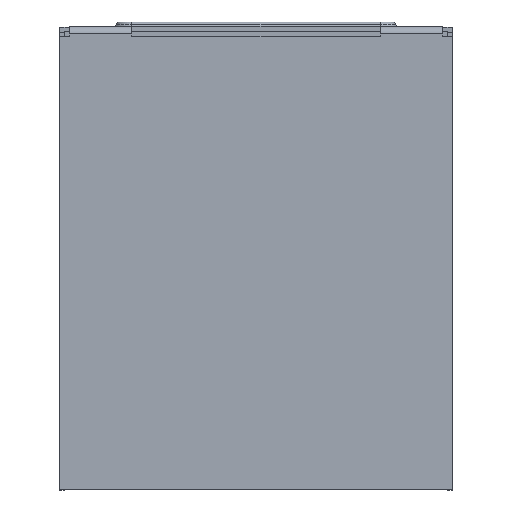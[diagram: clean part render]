
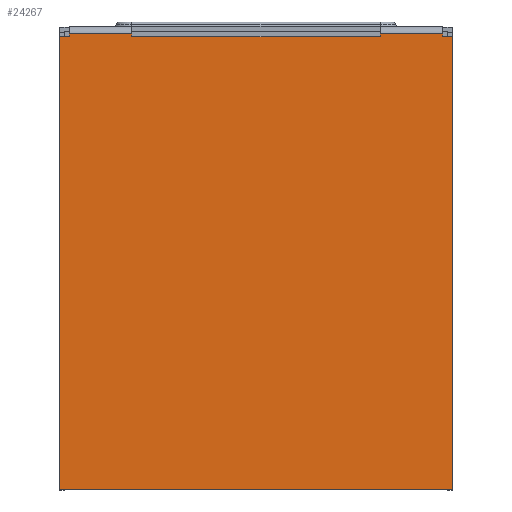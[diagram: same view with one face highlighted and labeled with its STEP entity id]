
A CAD part, top view. The second image highlights one B-rep face of the part: STEP entity #24267.
In plain terms, the highlighted planar face has unit normal (0, 0, 1).
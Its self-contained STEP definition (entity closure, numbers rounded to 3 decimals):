
#119 = VECTOR ( 'NONE', #16901, 1000. ) ;
#586 = CARTESIAN_POINT ( 'NONE',  ( 7.9, 8.9, 13.45 ) ) ;
#616 = ORIENTED_EDGE ( 'NONE', *, *, #2610, .T. ) ;
#895 = CARTESIAN_POINT ( 'NONE',  ( 0., 0., 13.45 ) ) ;
#989 = ORIENTED_EDGE ( 'NONE', *, *, #25922, .T. ) ;
#1069 = EDGE_CURVE ( 'NONE', #20612, #7548, #24468, .T. ) ;
#1105 = CARTESIAN_POINT ( 'NONE',  ( 7.5, 9.3, 13.45 ) ) ;
#1507 = CARTESIAN_POINT ( 'NONE',  ( -7.9, -9.3, 13.45 ) ) ;
#1788 = CARTESIAN_POINT ( 'NONE',  ( 7.9, -9.3, 13.45 ) ) ;
#2610 = EDGE_CURVE ( 'NONE', #7548, #23438, #6495, .T. ) ;
#2847 = EDGE_CURVE ( 'NONE', #7573, #22866, #18857, .T. ) ;
#3248 = CARTESIAN_POINT ( 'NONE',  ( -7.9, 8.9, 13.45 ) ) ;
#3468 = AXIS2_PLACEMENT_3D ( 'NONE', #895, #5439, #9292 ) ;
#3648 = ORIENTED_EDGE ( 'NONE', *, *, #2847, .T. ) ;
#3653 = CARTESIAN_POINT ( 'NONE',  ( -5., 9.017, 13.45 ) ) ;
#3948 = DIRECTION ( 'NONE',  ( 0., 1., 0. ) ) ;
#4149 = VERTEX_POINT ( 'NONE', #586 ) ;
#4863 = VECTOR ( 'NONE', #22965, 1000. ) ;
#5266 = EDGE_CURVE ( 'NONE', #23438, #9466, #14240, .T. ) ;
#5439 = DIRECTION ( 'NONE',  ( 0., 0., 1. ) ) ;
#5510 = VERTEX_POINT ( 'NONE', #1788 ) ;
#5534 = EDGE_CURVE ( 'NONE', #9466, #12652, #20111, .T. ) ;
#5570 = VERTEX_POINT ( 'NONE', #8655 ) ;
#5826 = DIRECTION ( 'NONE',  ( 0., 1., 0. ) ) ;
#6495 = LINE ( 'NONE', #14591, #119 ) ;
#6852 = DIRECTION ( 'NONE',  ( -1., 0., 0. ) ) ;
#6865 = ORIENTED_EDGE ( 'NONE', *, *, #5534, .T. ) ;
#7231 = ORIENTED_EDGE ( 'NONE', *, *, #19884, .T. ) ;
#7548 = VERTEX_POINT ( 'NONE', #3653 ) ;
#7569 = LINE ( 'NONE', #1105, #22615 ) ;
#7573 = VERTEX_POINT ( 'NONE', #19914 ) ;
#7979 = VECTOR ( 'NONE', #3948, 1000. ) ;
#8655 = CARTESIAN_POINT ( 'NONE',  ( 7.5, 8.9, 13.45 ) ) ;
#8679 = ORIENTED_EDGE ( 'NONE', *, *, #5266, .T. ) ;
#9292 = DIRECTION ( 'NONE',  ( 1., 0., 0. ) ) ;
#9466 = VERTEX_POINT ( 'NONE', #25975 ) ;
#9848 = ORIENTED_EDGE ( 'NONE', *, *, #14851, .T. ) ;
#10133 = DIRECTION ( 'NONE',  ( 0., -1., 0. ) ) ;
#10438 = ORIENTED_EDGE ( 'NONE', *, *, #1069, .T. ) ;
#11144 = DIRECTION ( 'NONE',  ( -1., 0., 0. ) ) ;
#11638 = CARTESIAN_POINT ( 'NONE',  ( 5., 8.9, 13.45 ) ) ;
#11746 = VECTOR ( 'NONE', #10133, 1000. ) ;
#12202 = VECTOR ( 'NONE', #24305, 1000. ) ;
#12290 = VECTOR ( 'NONE', #18515, 1000. ) ;
#12305 = VECTOR ( 'NONE', #6852, 1000. ) ;
#12652 = VERTEX_POINT ( 'NONE', #3248 ) ;
#12915 = VECTOR ( 'NONE', #5826, 1000. ) ;
#13897 = CARTESIAN_POINT ( 'NONE',  ( -7.9, -9.3, 13.45 ) ) ;
#14240 = LINE ( 'NONE', #22502, #11746 ) ;
#14582 = LINE ( 'NONE', #18525, #4863 ) ;
#14591 = CARTESIAN_POINT ( 'NONE',  ( -7.5, 9.017, 13.45 ) ) ;
#14625 = CARTESIAN_POINT ( 'NONE',  ( -7.5, 9.017, 13.45 ) ) ;
#14851 = EDGE_CURVE ( 'NONE', #5510, #4149, #20326, .T. ) ;
#15711 = PLANE ( 'NONE',  #3468 ) ;
#15815 = LINE ( 'NONE', #13897, #23458 ) ;
#15856 = FACE_OUTER_BOUND ( 'NONE', #16765, .T. ) ;
#16465 = CARTESIAN_POINT ( 'NONE',  ( 5., 8.9, 13.45 ) ) ;
#16765 = EDGE_LOOP ( 'NONE', ( #10438, #616, #8679, #6865, #25221, #19903, #9848, #20751, #17660, #3648, #7231, #989 ) ) ;
#16901 = DIRECTION ( 'NONE',  ( -1., 0., 0. ) ) ;
#17004 = EDGE_CURVE ( 'NONE', #12652, #26360, #14582, .T. ) ;
#17092 = CARTESIAN_POINT ( 'NONE',  ( 5., 9.017, 13.45 ) ) ;
#17660 = ORIENTED_EDGE ( 'NONE', *, *, #25684, .T. ) ;
#17864 = DIRECTION ( 'NONE',  ( -1., 0., 0. ) ) ;
#18374 = LINE ( 'NONE', #16465, #12290 ) ;
#18515 = DIRECTION ( 'NONE',  ( 0., -1., 0. ) ) ;
#18525 = CARTESIAN_POINT ( 'NONE',  ( -7.9, -9.3, 13.45 ) ) ;
#18857 = LINE ( 'NONE', #21152, #26681 ) ;
#19884 = EDGE_CURVE ( 'NONE', #22866, #23049, #18374, .T. ) ;
#19903 = ORIENTED_EDGE ( 'NONE', *, *, #25426, .T. ) ;
#19914 = CARTESIAN_POINT ( 'NONE',  ( 7.5, 9.017, 13.45 ) ) ;
#19980 = LINE ( 'NONE', #22033, #23546 ) ;
#20111 = LINE ( 'NONE', #24435, #12202 ) ;
#20250 = DIRECTION ( 'NONE',  ( 1., 0., 0. ) ) ;
#20326 = LINE ( 'NONE', #22629, #7979 ) ;
#20612 = VERTEX_POINT ( 'NONE', #26605 ) ;
#20751 = ORIENTED_EDGE ( 'NONE', *, *, #23791, .T. ) ;
#21152 = CARTESIAN_POINT ( 'NONE',  ( 5., 9.017, 13.45 ) ) ;
#21160 = CARTESIAN_POINT ( 'NONE',  ( -5., 8.9, 13.45 ) ) ;
#21863 = DIRECTION ( 'NONE',  ( 0., 1., 0. ) ) ;
#22033 = CARTESIAN_POINT ( 'NONE',  ( 7.5, 8.9, 13.45 ) ) ;
#22502 = CARTESIAN_POINT ( 'NONE',  ( -7.5, 9.3, 13.45 ) ) ;
#22615 = VECTOR ( 'NONE', #21863, 1000. ) ;
#22629 = CARTESIAN_POINT ( 'NONE',  ( 7.9, -9.3, 13.45 ) ) ;
#22866 = VERTEX_POINT ( 'NONE', #17092 ) ;
#22965 = DIRECTION ( 'NONE',  ( 0., -1., 0. ) ) ;
#23049 = VERTEX_POINT ( 'NONE', #11638 ) ;
#23438 = VERTEX_POINT ( 'NONE', #14625 ) ;
#23458 = VECTOR ( 'NONE', #20250, 1000. ) ;
#23546 = VECTOR ( 'NONE', #17864, 1000. ) ;
#23791 = EDGE_CURVE ( 'NONE', #4149, #5570, #19980, .T. ) ;
#24267 = ADVANCED_FACE ( 'NONE', ( #15856 ), #15711, .T. ) ;
#24305 = DIRECTION ( 'NONE',  ( -1., 0., 0. ) ) ;
#24435 = CARTESIAN_POINT ( 'NONE',  ( -7.5, 8.9, 13.45 ) ) ;
#24468 = LINE ( 'NONE', #26742, #12915 ) ;
#25221 = ORIENTED_EDGE ( 'NONE', *, *, #17004, .T. ) ;
#25426 = EDGE_CURVE ( 'NONE', #26360, #5510, #15815, .T. ) ;
#25495 = LINE ( 'NONE', #21160, #12305 ) ;
#25684 = EDGE_CURVE ( 'NONE', #5570, #7573, #7569, .T. ) ;
#25922 = EDGE_CURVE ( 'NONE', #23049, #20612, #25495, .T. ) ;
#25975 = CARTESIAN_POINT ( 'NONE',  ( -7.5, 8.9, 13.45 ) ) ;
#26360 = VERTEX_POINT ( 'NONE', #1507 ) ;
#26605 = CARTESIAN_POINT ( 'NONE',  ( -5., 8.9, 13.45 ) ) ;
#26681 = VECTOR ( 'NONE', #11144, 1000. ) ;
#26742 = CARTESIAN_POINT ( 'NONE',  ( -5., 9.3, 13.45 ) ) ;
